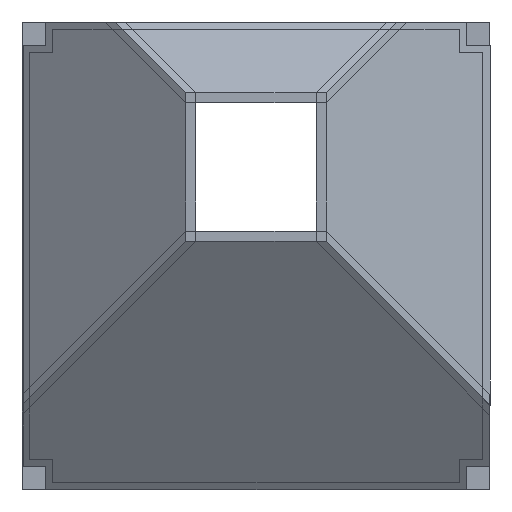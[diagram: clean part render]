
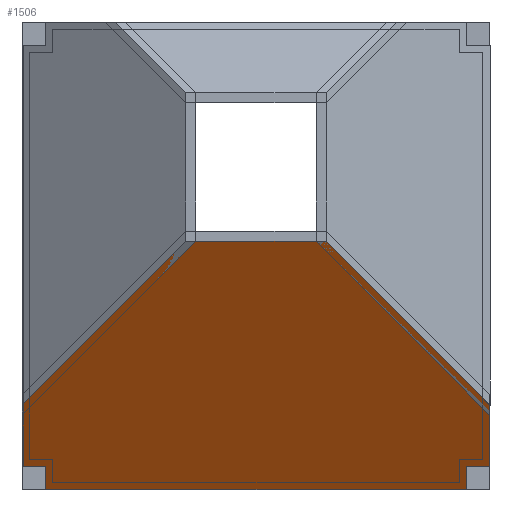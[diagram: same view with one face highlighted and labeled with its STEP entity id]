
A CAD part, front view. The second image highlights one B-rep face of the part: STEP entity #1506.
In plain terms, the highlighted planar face has unit normal (0, -0.819, -0.574).
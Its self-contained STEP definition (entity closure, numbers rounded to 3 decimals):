
#62=FACE_OUTER_BOUND('',#141,.T.);
#141=EDGE_LOOP('',(#1071,#1072,#1073,#1074,#1075,#1076,#1077,#1078,#1079,
#1080,#1081,#1082));
#245=LINE('',#2153,#453);
#249=LINE('',#2161,#457);
#252=LINE('',#2167,#460);
#253=LINE('',#2169,#461);
#254=LINE('',#2171,#462);
#255=LINE('',#2173,#463);
#256=LINE('',#2175,#464);
#257=LINE('',#2177,#465);
#258=LINE('',#2179,#466);
#259=LINE('',#2181,#467);
#260=LINE('',#2183,#468);
#261=LINE('',#2184,#469);
#453=VECTOR('',#1756,10.);
#457=VECTOR('',#1762,10.);
#460=VECTOR('',#1767,10.);
#461=VECTOR('',#1768,10.);
#462=VECTOR('',#1769,10.);
#463=VECTOR('',#1770,10.);
#464=VECTOR('',#1771,10.);
#465=VECTOR('',#1772,10.);
#466=VECTOR('',#1773,10.);
#467=VECTOR('',#1774,10.);
#468=VECTOR('',#1775,10.);
#469=VECTOR('',#1776,10.);
#647=VERTEX_POINT('',#2151);
#648=VERTEX_POINT('',#2152);
#651=VERTEX_POINT('',#2160);
#653=VERTEX_POINT('',#2166);
#654=VERTEX_POINT('',#2168);
#655=VERTEX_POINT('',#2170);
#656=VERTEX_POINT('',#2172);
#657=VERTEX_POINT('',#2174);
#658=VERTEX_POINT('',#2176);
#659=VERTEX_POINT('',#2178);
#660=VERTEX_POINT('',#2180);
#661=VERTEX_POINT('',#2182);
#805=EDGE_CURVE('',#647,#648,#245,.T.);
#809=EDGE_CURVE('',#651,#647,#249,.T.);
#812=EDGE_CURVE('',#648,#653,#252,.T.);
#813=EDGE_CURVE('',#653,#654,#253,.T.);
#814=EDGE_CURVE('',#654,#655,#254,.T.);
#815=EDGE_CURVE('',#656,#655,#255,.T.);
#816=EDGE_CURVE('',#656,#657,#256,.T.);
#817=EDGE_CURVE('',#657,#658,#257,.T.);
#818=EDGE_CURVE('',#659,#658,#258,.T.);
#819=EDGE_CURVE('',#659,#660,#259,.T.);
#820=EDGE_CURVE('',#660,#661,#260,.T.);
#821=EDGE_CURVE('',#661,#651,#261,.T.);
#1071=ORIENTED_EDGE('',*,*,#809,.T.);
#1072=ORIENTED_EDGE('',*,*,#805,.T.);
#1073=ORIENTED_EDGE('',*,*,#812,.T.);
#1074=ORIENTED_EDGE('',*,*,#813,.T.);
#1075=ORIENTED_EDGE('',*,*,#814,.T.);
#1076=ORIENTED_EDGE('',*,*,#815,.F.);
#1077=ORIENTED_EDGE('',*,*,#816,.T.);
#1078=ORIENTED_EDGE('',*,*,#817,.T.);
#1079=ORIENTED_EDGE('',*,*,#818,.F.);
#1080=ORIENTED_EDGE('',*,*,#819,.T.);
#1081=ORIENTED_EDGE('',*,*,#820,.T.);
#1082=ORIENTED_EDGE('',*,*,#821,.T.);
#1431=PLANE('',#1604);
#1506=ADVANCED_FACE('',(#62),#1431,.T.);
#1604=AXIS2_PLACEMENT_3D('',#2165,#1765,#1766);
#1756=DIRECTION('',(0.,0.574,-0.819));
#1762=DIRECTION('',(1.,0.,0.));
#1765=DIRECTION('center_axis',(0.,-0.819,-0.574));
#1766=DIRECTION('ref_axis',(0.,0.574,-0.819));
#1767=DIRECTION('',(1.,0.,0.));
#1768=DIRECTION('',(0.,-0.574,0.819));
#1769=DIRECTION('',(1.,0.,0.));
#1770=DIRECTION('',(0.,0.574,-0.819));
#1771=DIRECTION('',(-0.634,-0.444,0.634));
#1772=DIRECTION('',(0.373,-0.532,0.76));
#1773=DIRECTION('',(1.,0.,0.));
#1774=DIRECTION('',(0.373,0.532,-0.76));
#1775=DIRECTION('',(-0.634,0.444,-0.634));
#1776=DIRECTION('',(0.,0.574,-0.819));
#2151=CARTESIAN_POINT('',(14.76,222.925,-193.25));
#2152=CARTESIAN_POINT('',(14.76,229.752,-203.));
#2153=CARTESIAN_POINT('',(14.76,181.922,-134.693));
#2160=CARTESIAN_POINT('',(5.26,222.925,-193.25));
#2161=CARTESIAN_POINT('',(59.376,222.925,-193.25));
#2165=CARTESIAN_POINT('Origin',(103.993,156.009,-97.684));
#2166=CARTESIAN_POINT('',(193.26,229.752,-203.));
#2167=CARTESIAN_POINT('',(104.126,229.752,-203.));
#2168=CARTESIAN_POINT('',(193.26,222.925,-193.25));
#2169=CARTESIAN_POINT('',(193.26,181.922,-134.693));
#2170=CARTESIAN_POINT('',(203.226,222.925,-193.25));
#2171=CARTESIAN_POINT('',(153.626,222.925,-193.25));
#2172=CARTESIAN_POINT('',(203.226,204.668,-167.177));
#2173=CARTESIAN_POINT('',(203.226,156.009,-97.684));
#2174=CARTESIAN_POINT('',(133.744,156.016,-97.695));
#2175=CARTESIAN_POINT('',(140.139,160.494,-104.09));
#2176=CARTESIAN_POINT('',(133.749,156.009,-97.684));
#2177=CARTESIAN_POINT('',(144.846,140.162,-75.052));
#2178=CARTESIAN_POINT('',(74.236,156.009,-97.684));
#2179=CARTESIAN_POINT('',(103.993,156.009,-97.684));
#2180=CARTESIAN_POINT('',(74.241,156.016,-97.695));
#2181=CARTESIAN_POINT('',(91.256,180.317,-132.4));
#2182=CARTESIAN_POINT('',(5.26,204.317,-166.676));
#2183=CARTESIAN_POINT('',(67.847,160.494,-104.09));
#2184=CARTESIAN_POINT('',(5.26,160.156,-103.607));
